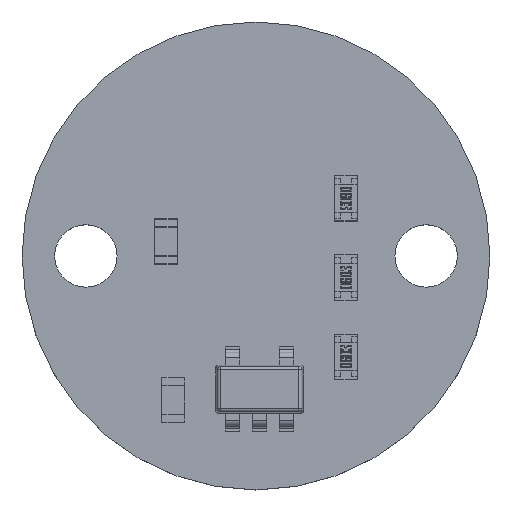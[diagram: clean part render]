
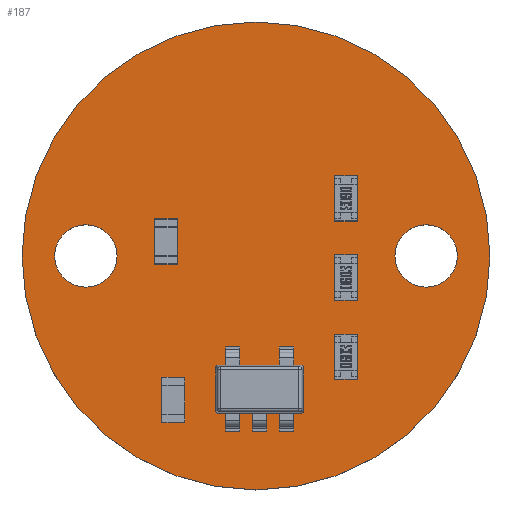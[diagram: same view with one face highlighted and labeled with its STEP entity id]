
A CAD part, top view. The second image highlights one B-rep face of the part: STEP entity #187.
In plain terms, the highlighted planar face has unit normal (0, 0, 1).
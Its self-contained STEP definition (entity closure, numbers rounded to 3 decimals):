
#80 = VERTEX_POINT('',#81);
#81 = CARTESIAN_POINT('',(17.14,8.763,1.606));
#87 = EDGE_CURVE('',#80,#80,#88,.T.);
#88 = CIRCLE('',#89,8.25);
#89 = AXIS2_PLACEMENT_3D('',#90,#91,#92);
#90 = CARTESIAN_POINT('',(8.89,8.763,1.606));
#91 = DIRECTION('',(0.,0.,1.));
#92 = DIRECTION('',(1.,0.,0.));
#113 = VERTEX_POINT('',#114);
#114 = CARTESIAN_POINT('',(3.99,8.763,1.606));
#120 = EDGE_CURVE('',#113,#113,#121,.T.);
#121 = CIRCLE('',#122,1.1);
#122 = AXIS2_PLACEMENT_3D('',#123,#124,#125);
#123 = CARTESIAN_POINT('',(2.89,8.763,1.606));
#124 = DIRECTION('',(0.,0.,1.));
#125 = DIRECTION('',(1.,0.,0.));
#146 = VERTEX_POINT('',#147);
#147 = CARTESIAN_POINT('',(15.99,8.763,1.606));
#153 = EDGE_CURVE('',#146,#146,#154,.T.);
#154 = CIRCLE('',#155,1.1);
#155 = AXIS2_PLACEMENT_3D('',#156,#157,#158);
#156 = CARTESIAN_POINT('',(14.89,8.763,1.606));
#157 = DIRECTION('',(0.,0.,1.));
#158 = DIRECTION('',(1.,0.,0.));
#187 = ADVANCED_FACE('',(#188,#191,#194),#197,.F.);
#188 = FACE_BOUND('',#189,.T.);
#189 = EDGE_LOOP('',(#190));
#190 = ORIENTED_EDGE('',*,*,#87,.T.);
#191 = FACE_BOUND('',#192,.F.);
#192 = EDGE_LOOP('',(#193));
#193 = ORIENTED_EDGE('',*,*,#120,.T.);
#194 = FACE_BOUND('',#195,.F.);
#195 = EDGE_LOOP('',(#196));
#196 = ORIENTED_EDGE('',*,*,#153,.T.);
#197 = PLANE('',#198);
#198 = AXIS2_PLACEMENT_3D('',#199,#200,#201);
#199 = CARTESIAN_POINT('',(17.14,8.763,1.606));
#200 = DIRECTION('',(0.,0.,-1.));
#201 = DIRECTION('',(-1.,0.,0.));
